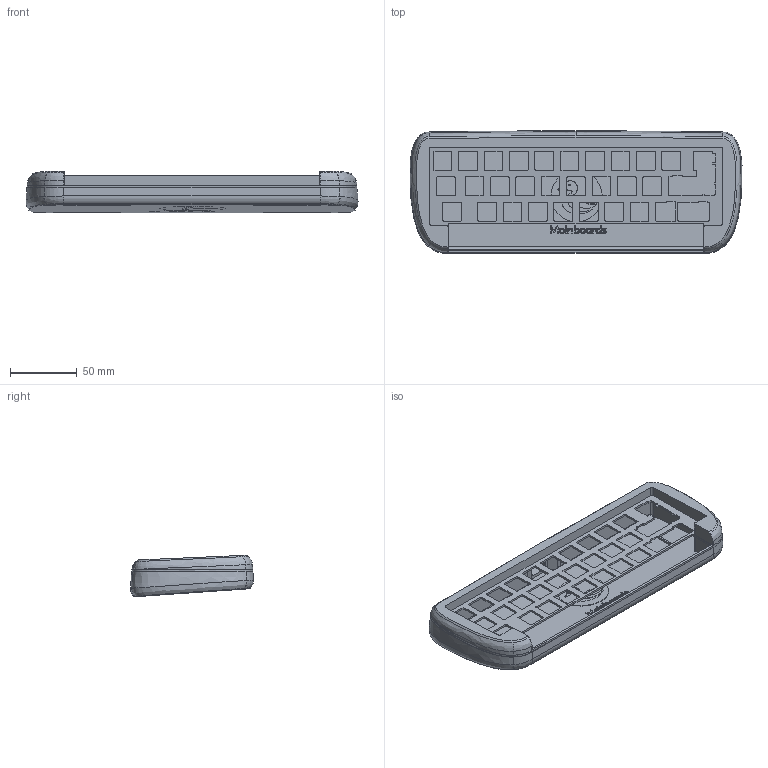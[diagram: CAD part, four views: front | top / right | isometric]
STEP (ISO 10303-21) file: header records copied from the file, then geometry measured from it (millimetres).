
FILE_DESCRIPTION(/* description */ (''),/* implementation_level */ '2;1');
FILE_NAME(/* name */ 'Gehuse mit integriertem Space.step',/* time_stamp */ '2024-05-01T17:14:57+02:00',/* author */ (''),/* organization */ (''),/* preprocessor_version */ 'ST-DEVELOPER v20',/* originating_system */ 'Autodesk Translation Framework v12.20.1.177',/* authorisation */ '');
FILE_SCHEMA (('AUTOMOTIVE_DESIGN { 1 0 10303 214 3 1 1 }'));
Length unit declared in the file: millimetre
Products named in the file (2): Gehäuse mit integriertem Space; Plate lowbar
Assembly tree (1 placements, depth 2):
  Gehäuse mit integriertem Space
    Plate lowbar
Bounding box: 249.03 x 92.23 x 31.2 mm (x, y, z)
Volume: 155468.9 mm3; surface area: 109278.6 mm2
Topology: 8 solids, 8 shells, 1037 faces, 2867 edges, 1897 vertices
Faces by surface type: bspline 445, plane 372, cylinder 204, cone 16
Full cylindrical faces by diameter (mm): 3.5 x8, 4 x4, 6.3 x4, 6.4 x4, 38.451 x1
Entity records: 37437 total; most frequent: CARTESIAN_POINT 14393, ORIENTED_EDGE 5728, DIRECTION 3620, EDGE_CURVE 2864, VERTEX_POINT 1896, LINE 1538, VECTOR 1538, EDGE_LOOP 1182
